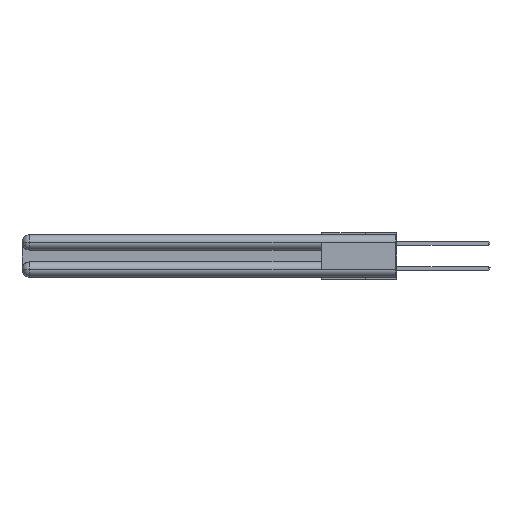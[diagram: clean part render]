
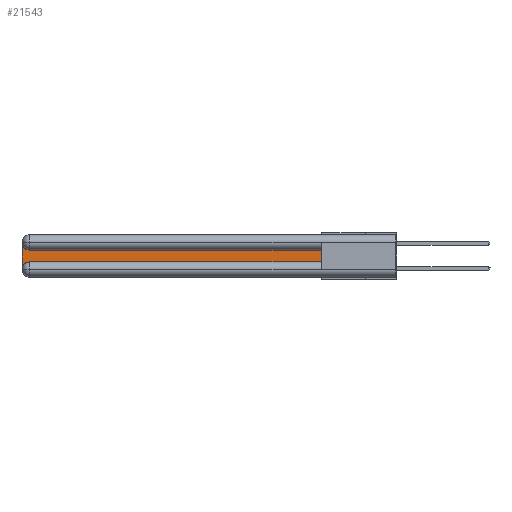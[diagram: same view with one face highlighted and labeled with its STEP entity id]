
A CAD part, left-side view. The second image highlights one B-rep face of the part: STEP entity #21543.
In plain terms, the highlighted planar face has unit normal (-1, 0, 0).
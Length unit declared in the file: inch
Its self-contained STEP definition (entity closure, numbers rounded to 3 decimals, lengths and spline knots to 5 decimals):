
#1532 = CARTESIAN_POINT ( 'NONE',  ( 0.075, 2.94, -0.2175 ) ) ;
#1858 = ORIENTED_EDGE ( 'NONE', *, *, #6102, .T. ) ;
#1875 = VECTOR ( 'NONE', #8032, 39.37008 ) ;
#2057 = AXIS2_PLACEMENT_3D ( 'NONE', #5425, #17075, #26099 ) ;
#2065 = VERTEX_POINT ( 'NONE', #1532 ) ;
#2355 = CARTESIAN_POINT ( 'NONE',  ( 0.075, 0.6, -0.2175 ) ) ;
#3058 = ORIENTED_EDGE ( 'NONE', *, *, #19805, .T. ) ;
#3251 = CIRCLE ( 'NONE', #2057, 0.06 ) ;
#3252 = ORIENTED_EDGE ( 'NONE', *, *, #8942, .T. ) ;
#3744 = CARTESIAN_POINT ( 'NONE',  ( 0.075, 0.6, -0.1225 ) ) ;
#3860 = CARTESIAN_POINT ( 'NONE',  ( 0.075, 0.6, -0.2175 ) ) ;
#4478 = LINE ( 'NONE', #23201, #26714 ) ;
#4554 = ORIENTED_EDGE ( 'NONE', *, *, #9057, .T. ) ;
#5245 = DIRECTION ( 'NONE',  ( 0., 0., -1. ) ) ;
#5425 = CARTESIAN_POINT ( 'NONE',  ( 0.075, 2.94, -0.2775 ) ) ;
#5808 = CARTESIAN_POINT ( 'NONE',  ( 0.075, 2.94, -0.0625 ) ) ;
#6102 = EDGE_CURVE ( 'NONE', #22140, #11724, #16568, .T. ) ;
#6985 = ORIENTED_EDGE ( 'NONE', *, *, #8061, .T. ) ;
#7125 = DIRECTION ( 'NONE',  ( 0., 0., 1. ) ) ;
#7208 = LINE ( 'NONE', #8329, #1875 ) ;
#7769 = AXIS2_PLACEMENT_3D ( 'NONE', #5808, #21619, #20220 ) ;
#8032 = DIRECTION ( 'NONE',  ( 0., 1., 0. ) ) ;
#8061 = EDGE_CURVE ( 'NONE', #11724, #24223, #7208, .T. ) ;
#8329 = CARTESIAN_POINT ( 'NONE',  ( 0.075, 0.6, -0.1225 ) ) ;
#8395 = CARTESIAN_POINT ( 'NONE',  ( 0.075, 3., -0.1225 ) ) ;
#8837 = CARTESIAN_POINT ( 'NONE',  ( 0.075, 0.6, -0.2175 ) ) ;
#8942 = EDGE_CURVE ( 'NONE', #17901, #2065, #3251, .T. ) ;
#9057 = EDGE_CURVE ( 'NONE', #24223, #17866, #27593, .T. ) ;
#11091 = FACE_OUTER_BOUND ( 'NONE', #17254, .T. ) ;
#11724 = VERTEX_POINT ( 'NONE', #3744 ) ;
#12574 = ORIENTED_EDGE ( 'NONE', *, *, #25341, .T. ) ;
#14535 = CARTESIAN_POINT ( 'NONE',  ( 0.075, 2.94, -0.1225 ) ) ;
#15662 = DIRECTION ( 'NONE',  ( 0., -1., 0. ) ) ;
#16568 = LINE ( 'NONE', #2355, #28856 ) ;
#17075 = DIRECTION ( 'NONE',  ( 1., 0., 0. ) ) ;
#17127 = DIRECTION ( 'NONE',  ( 0., 0., -1. ) ) ;
#17254 = EDGE_LOOP ( 'NONE', ( #6985, #4554, #3058, #3252, #12574, #1858 ) ) ;
#17866 = VERTEX_POINT ( 'NONE', #22095 ) ;
#17901 = VERTEX_POINT ( 'NONE', #26867 ) ;
#19805 = EDGE_CURVE ( 'NONE', #17866, #17901, #4478, .T. ) ;
#20220 = DIRECTION ( 'NONE',  ( 0., 0., -1. ) ) ;
#21266 = LINE ( 'NONE', #8837, #28596 ) ;
#21543 = ADVANCED_FACE ( 'NONE', ( #11091 ), #23904, .F. ) ;
#21619 = DIRECTION ( 'NONE',  ( 1., 0., 0. ) ) ;
#22095 = CARTESIAN_POINT ( 'NONE',  ( 0.075, 3., -0.0625 ) ) ;
#22140 = VERTEX_POINT ( 'NONE', #3860 ) ;
#23201 = CARTESIAN_POINT ( 'NONE',  ( 0.075, 3., -0.2175 ) ) ;
#23904 = PLANE ( 'NONE',  #28080 ) ;
#24223 = VERTEX_POINT ( 'NONE', #14535 ) ;
#25341 = EDGE_CURVE ( 'NONE', #2065, #22140, #21266, .T. ) ;
#26099 = DIRECTION ( 'NONE',  ( 0., 0., -1. ) ) ;
#26714 = VECTOR ( 'NONE', #5245, 39.37008 ) ;
#26867 = CARTESIAN_POINT ( 'NONE',  ( 0.075, 3., -0.2775 ) ) ;
#27593 = CIRCLE ( 'NONE', #7769, 0.06 ) ;
#28080 = AXIS2_PLACEMENT_3D ( 'NONE', #8395, #28710, #17127 ) ;
#28596 = VECTOR ( 'NONE', #15662, 39.37008 ) ;
#28710 = DIRECTION ( 'NONE',  ( 1., 0., 0. ) ) ;
#28856 = VECTOR ( 'NONE', #7125, 39.37008 ) ;
